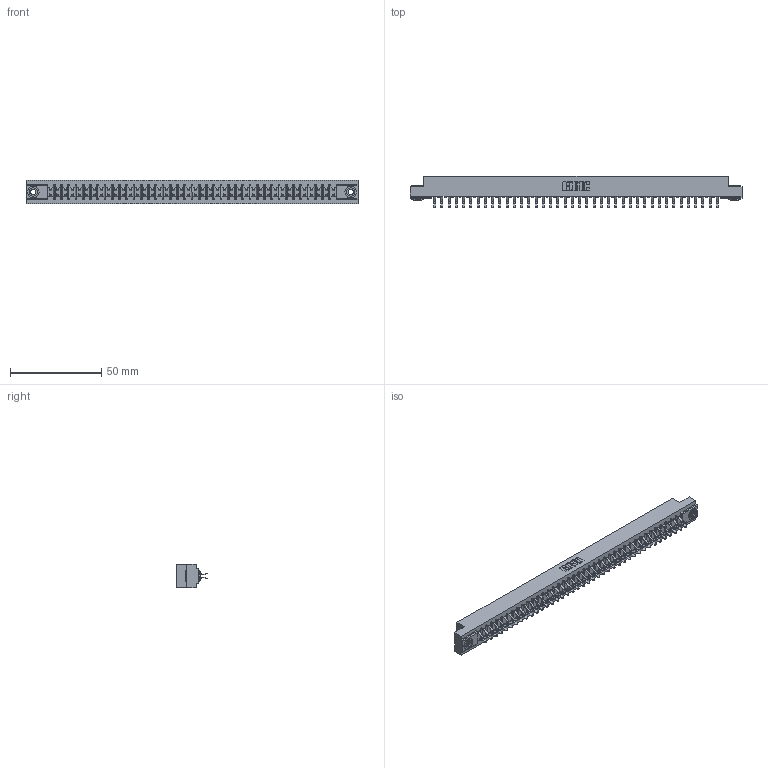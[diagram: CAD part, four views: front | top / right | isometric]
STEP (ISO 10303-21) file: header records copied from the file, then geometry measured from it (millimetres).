
FILE_DESCRIPTION (( 'STEP AP203' ), '1' );
FILE_NAME ('307-080-556-203.STEP', '2019-09-07T00:03:50', ( '' ), ( '' ), 'SwSTEP 2.0', 'SolidWorks 2016', '' );
FILE_SCHEMA (( 'CONFIG_CONTROL_DESIGN' ));
Length unit declared in the file: inch
Products named in the file (4): 307 Part_.156 Dia Mounting Holes; 307-290-001_556; 345-250-002_345-250-002-102; 307-080-556-203
Assembly tree (83 placements, depth 2):
  307-080-556-203
    307 Part_.156 Dia Mounting Holes
    307-290-001_556  x80
    345-250-002_345-250-002-102  x2
Bounding box: 181.51 x 16.97 x 12.7 mm (x, y, z)
Volume: 19273.9 mm3; surface area: 23582.1 mm2
Topology: 83 solids, 83 shells, 4211 faces, 11795 edges, 7642 vertices
Faces by surface type: plane 2734, cylinder 1387, sphere 82, cone 8
Entity records: 36987 total; most frequent: CARTESIAN_POINT 6033, ORIENTED_EDGE 5970, DIRECTION 5925, EDGE_CURVE 2985, LINE 2281, VECTOR 2281, VERTEX_POINT 1930, AXIS2_PLACEMENT_3D 1822
